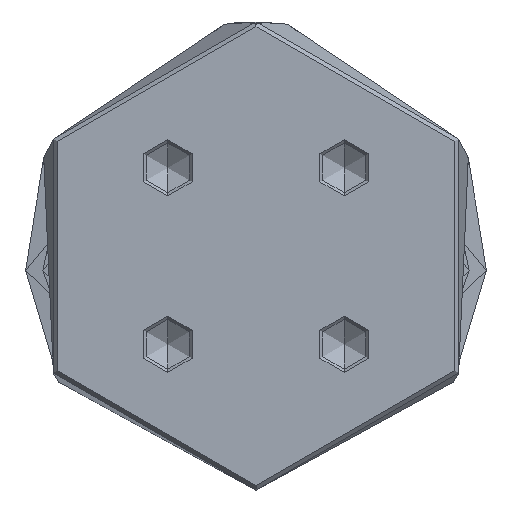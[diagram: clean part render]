
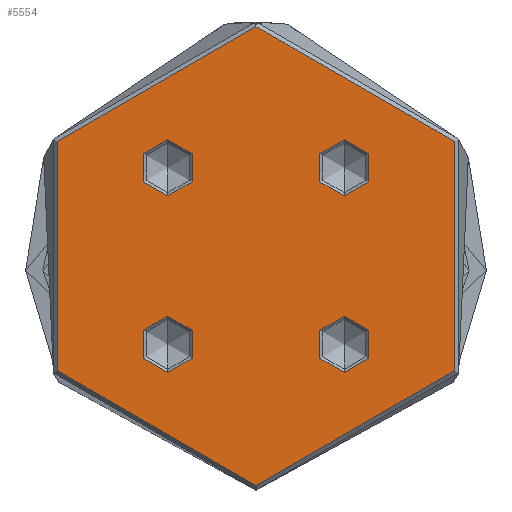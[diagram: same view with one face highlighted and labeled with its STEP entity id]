
A CAD part, front view. The second image highlights one B-rep face of the part: STEP entity #5554.
In plain terms, the highlighted face is planar.
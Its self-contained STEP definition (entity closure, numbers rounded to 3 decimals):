
#38 = FACE_BOUND ( 'NONE', #2573, .T. ) ;
#62 = CIRCLE ( 'NONE', #4209, 4.5 ) ;
#88 = AXIS2_PLACEMENT_3D ( 'NONE', #7116, #7809, #4591 ) ;
#115 = EDGE_CURVE ( 'NONE', #6799, #4342, #2447, .T. ) ;
#173 = DIRECTION ( 'NONE',  ( 1., 0., 0. ) ) ;
#234 = ORIENTED_EDGE ( 'NONE', *, *, #2290, .T. ) ;
#256 = EDGE_CURVE ( 'NONE', #2569, #2234, #3226, .T. ) ;
#340 = EDGE_CURVE ( 'NONE', #3745, #6062, #5703, .T. ) ;
#612 = VERTEX_POINT ( 'NONE', #1249 ) ;
#624 = PLANE ( 'NONE',  #7489 ) ;
#653 = CARTESIAN_POINT ( 'NONE',  ( 0., 0., 0. ) ) ;
#679 = DIRECTION ( 'NONE',  ( 0., 0., 1. ) ) ;
#686 = CIRCLE ( 'NONE', #3026, 4.5 ) ;
#753 = DIRECTION ( 'NONE',  ( 1., 0., 0. ) ) ;
#823 = VERTEX_POINT ( 'NONE', #2949 ) ;
#1046 = CIRCLE ( 'NONE', #5229, 4.5 ) ;
#1135 = CARTESIAN_POINT ( 'NONE',  ( 36.75, 0., 0. ) ) ;
#1138 = ORIENTED_EDGE ( 'NONE', *, *, #256, .T. ) ;
#1144 = CARTESIAN_POINT ( 'NONE',  ( -14.142, -14.142, 0. ) ) ;
#1177 = EDGE_LOOP ( 'NONE', ( #7641, #6280 ) ) ;
#1249 = CARTESIAN_POINT ( 'NONE',  ( -18.642, -14.142, 0. ) ) ;
#1255 = DIRECTION ( 'NONE',  ( -1., 0., 0. ) ) ;
#1257 = CIRCLE ( 'NONE', #6523, 36.75 ) ;
#1266 = DIRECTION ( 'NONE',  ( -1., 0., 0. ) ) ;
#1336 = AXIS2_PLACEMENT_3D ( 'NONE', #2922, #7125, #3548 ) ;
#1384 = DIRECTION ( 'NONE',  ( 0., 0., -1. ) ) ;
#1427 = CARTESIAN_POINT ( 'NONE',  ( -14.142, 14.142, 0. ) ) ;
#1519 = AXIS2_PLACEMENT_3D ( 'NONE', #1427, #1384, #1266 ) ;
#1524 = CIRCLE ( 'NONE', #4294, 4.5 ) ;
#1539 = FACE_OUTER_BOUND ( 'NONE', #1177, .T. ) ;
#1766 = DIRECTION ( 'NONE',  ( -1., 0., 0. ) ) ;
#1913 = EDGE_CURVE ( 'NONE', #612, #5410, #5785, .T. ) ;
#2234 = VERTEX_POINT ( 'NONE', #4568 ) ;
#2290 = EDGE_CURVE ( 'NONE', #2234, #2569, #686, .T. ) ;
#2311 = ORIENTED_EDGE ( 'NONE', *, *, #5479, .T. ) ;
#2447 = CIRCLE ( 'NONE', #5332, 36.75 ) ;
#2569 = VERTEX_POINT ( 'NONE', #7433 ) ;
#2573 = EDGE_LOOP ( 'NONE', ( #4692, #5730 ) ) ;
#2695 = DIRECTION ( 'NONE',  ( 0., 0., 1. ) ) ;
#2724 = CARTESIAN_POINT ( 'NONE',  ( 14.142, 14.142, 0. ) ) ;
#2787 = EDGE_LOOP ( 'NONE', ( #2311, #3766 ) ) ;
#2922 = CARTESIAN_POINT ( 'NONE',  ( 14.142, -14.142, 0. ) ) ;
#2949 = CARTESIAN_POINT ( 'NONE',  ( 9.642, 14.142, 0. ) ) ;
#2998 = CARTESIAN_POINT ( 'NONE',  ( 18.642, -14.142, 0. ) ) ;
#3026 = AXIS2_PLACEMENT_3D ( 'NONE', #3625, #3614, #3598 ) ;
#3106 = ORIENTED_EDGE ( 'NONE', *, *, #6091, .F. ) ;
#3182 = VERTEX_POINT ( 'NONE', #3520 ) ;
#3226 = CIRCLE ( 'NONE', #1519, 4.5 ) ;
#3231 = FACE_BOUND ( 'NONE', #4207, .T. ) ;
#3352 = DIRECTION ( 'NONE',  ( 1., 0., 0. ) ) ;
#3520 = CARTESIAN_POINT ( 'NONE',  ( 18.642, 14.142, 0. ) ) ;
#3548 = DIRECTION ( 'NONE',  ( 1., 0., 0. ) ) ;
#3598 = DIRECTION ( 'NONE',  ( -1., 0., 0. ) ) ;
#3614 = DIRECTION ( 'NONE',  ( 0., 0., -1. ) ) ;
#3625 = CARTESIAN_POINT ( 'NONE',  ( -14.142, 14.142, 0. ) ) ;
#3745 = VERTEX_POINT ( 'NONE', #5844 ) ;
#3766 = ORIENTED_EDGE ( 'NONE', *, *, #340, .T. ) ;
#3872 = EDGE_CURVE ( 'NONE', #3182, #823, #1524, .T. ) ;
#3937 = DIRECTION ( 'NONE',  ( 0., 0., 1. ) ) ;
#4013 = AXIS2_PLACEMENT_3D ( 'NONE', #4488, #4572, #5050 ) ;
#4065 = EDGE_LOOP ( 'NONE', ( #6286, #3106 ) ) ;
#4207 = EDGE_LOOP ( 'NONE', ( #234, #1138 ) ) ;
#4209 = AXIS2_PLACEMENT_3D ( 'NONE', #1144, #5427, #1766 ) ;
#4294 = AXIS2_PLACEMENT_3D ( 'NONE', #2724, #6945, #3352 ) ;
#4295 = DIRECTION ( 'NONE',  ( 0., 0., -1. ) ) ;
#4342 = VERTEX_POINT ( 'NONE', #4416 ) ;
#4416 = CARTESIAN_POINT ( 'NONE',  ( -36.75, 0., 0. ) ) ;
#4488 = CARTESIAN_POINT ( 'NONE',  ( 14.142, -14.142, 0. ) ) ;
#4568 = CARTESIAN_POINT ( 'NONE',  ( -18.642, 14.142, 0. ) ) ;
#4572 = DIRECTION ( 'NONE',  ( 0., 0., -1. ) ) ;
#4591 = DIRECTION ( 'NONE',  ( -1., 0., 0. ) ) ;
#4692 = ORIENTED_EDGE ( 'NONE', *, *, #3872, .F. ) ;
#4806 = FACE_BOUND ( 'NONE', #2787, .T. ) ;
#5050 = DIRECTION ( 'NONE',  ( 1., 0., 0. ) ) ;
#5229 = AXIS2_PLACEMENT_3D ( 'NONE', #6295, #2695, #6913 ) ;
#5332 = AXIS2_PLACEMENT_3D ( 'NONE', #653, #679, #753 ) ;
#5410 = VERTEX_POINT ( 'NONE', #6569 ) ;
#5427 = DIRECTION ( 'NONE',  ( 0., 0., 1. ) ) ;
#5479 = EDGE_CURVE ( 'NONE', #6062, #3745, #6520, .T. ) ;
#5554 = ADVANCED_FACE ( 'NONE', ( #6420, #3231, #4806, #38, #1539 ), #624, .F. ) ;
#5697 = EDGE_CURVE ( 'NONE', #4342, #6799, #1257, .T. ) ;
#5703 = CIRCLE ( 'NONE', #4013, 4.5 ) ;
#5730 = ORIENTED_EDGE ( 'NONE', *, *, #7580, .F. ) ;
#5785 = CIRCLE ( 'NONE', #88, 4.5 ) ;
#5844 = CARTESIAN_POINT ( 'NONE',  ( 9.642, -14.142, 0. ) ) ;
#6062 = VERTEX_POINT ( 'NONE', #2998 ) ;
#6091 = EDGE_CURVE ( 'NONE', #5410, #612, #62, .T. ) ;
#6280 = ORIENTED_EDGE ( 'NONE', *, *, #115, .T. ) ;
#6286 = ORIENTED_EDGE ( 'NONE', *, *, #1913, .F. ) ;
#6295 = CARTESIAN_POINT ( 'NONE',  ( 14.142, 14.142, 0. ) ) ;
#6420 = FACE_BOUND ( 'NONE', #4065, .T. ) ;
#6520 = CIRCLE ( 'NONE', #1336, 4.5 ) ;
#6523 = AXIS2_PLACEMENT_3D ( 'NONE', #7547, #3937, #173 ) ;
#6569 = CARTESIAN_POINT ( 'NONE',  ( -9.642, -14.142, 0. ) ) ;
#6799 = VERTEX_POINT ( 'NONE', #1135 ) ;
#6913 = DIRECTION ( 'NONE',  ( 1., 0., 0. ) ) ;
#6945 = DIRECTION ( 'NONE',  ( 0., 0., 1. ) ) ;
#7116 = CARTESIAN_POINT ( 'NONE',  ( -14.142, -14.142, 0. ) ) ;
#7125 = DIRECTION ( 'NONE',  ( 0., 0., -1. ) ) ;
#7433 = CARTESIAN_POINT ( 'NONE',  ( -9.642, 14.142, 0. ) ) ;
#7489 = AXIS2_PLACEMENT_3D ( 'NONE', #7945, #4295, #1255 ) ;
#7547 = CARTESIAN_POINT ( 'NONE',  ( 0., 0., 0. ) ) ;
#7580 = EDGE_CURVE ( 'NONE', #823, #3182, #1046, .T. ) ;
#7641 = ORIENTED_EDGE ( 'NONE', *, *, #5697, .T. ) ;
#7809 = DIRECTION ( 'NONE',  ( 0., 0., 1. ) ) ;
#7945 = CARTESIAN_POINT ( 'NONE',  ( 0., 0., 0. ) ) ;
